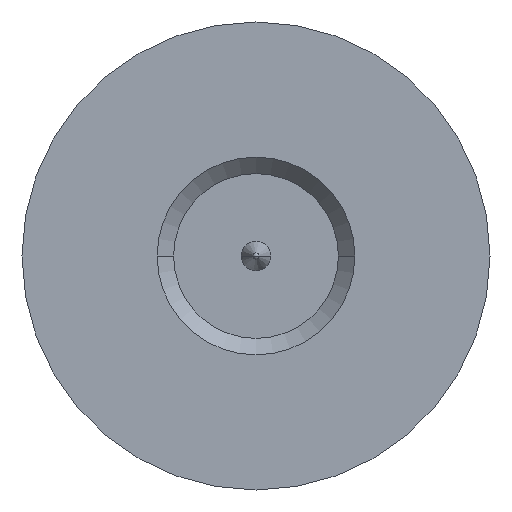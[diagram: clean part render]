
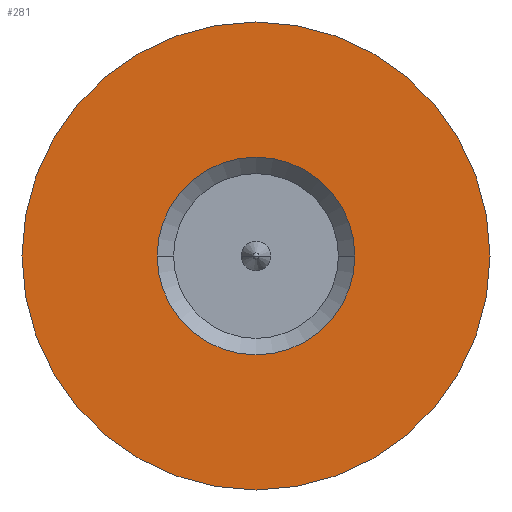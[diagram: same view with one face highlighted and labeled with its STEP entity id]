
A CAD part, front view. The second image highlights one B-rep face of the part: STEP entity #281.
In plain terms, the highlighted planar face has unit normal (0, -1, 0).
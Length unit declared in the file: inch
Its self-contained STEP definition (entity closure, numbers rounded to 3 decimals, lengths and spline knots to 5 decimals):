
#21 = CARTESIAN_POINT ( 'NONE',  ( -0.11811, 0., 0. ) ) ;
#110 = VERTEX_POINT ( 'NONE', #21 ) ;
#181 = VERTEX_POINT ( 'NONE', #276 ) ;
#219 = AXIS2_PLACEMENT_3D ( 'NONE', #392, #1413, #1153 ) ;
#225 = EDGE_CURVE ( 'NONE', #752, #181, #326, .T. ) ;
#243 = AXIS2_PLACEMENT_3D ( 'NONE', #1246, #1129, #1110 ) ;
#276 = CARTESIAN_POINT ( 'NONE',  ( -0.27953, 0., 0. ) ) ;
#281 = ADVANCED_FACE ( 'NONE', ( #1347, #1139 ), #986, .T. ) ;
#313 = EDGE_LOOP ( 'NONE', ( #1145, #1085 ) ) ;
#317 = ORIENTED_EDGE ( 'NONE', *, *, #729, .F. ) ;
#326 = CIRCLE ( 'NONE', #219, 0.27953 ) ;
#392 = CARTESIAN_POINT ( 'NONE',  ( 0., 0., 0. ) ) ;
#441 = ORIENTED_EDGE ( 'NONE', *, *, #225, .F. ) ;
#569 = CIRCLE ( 'NONE', #1474, 0.11811 ) ;
#576 = CARTESIAN_POINT ( 'NONE',  ( 0.11811, 0., 0. ) ) ;
#670 = DIRECTION ( 'NONE',  ( -1., 0., 0. ) ) ;
#671 = AXIS2_PLACEMENT_3D ( 'NONE', #879, #870, #1353 ) ;
#725 = CIRCLE ( 'NONE', #747, 0.11811 ) ;
#729 = EDGE_CURVE ( 'NONE', #181, #752, #968, .T. ) ;
#747 = AXIS2_PLACEMENT_3D ( 'NONE', #1478, #1207, #887 ) ;
#752 = VERTEX_POINT ( 'NONE', #1214 ) ;
#854 = EDGE_CURVE ( 'NONE', #110, #1392, #569, .T. ) ;
#870 = DIRECTION ( 'NONE',  ( 0., -1., 0. ) ) ;
#879 = CARTESIAN_POINT ( 'NONE',  ( -0.27953, 0., 0. ) ) ;
#887 = DIRECTION ( 'NONE',  ( -1., 0., 0. ) ) ;
#968 = CIRCLE ( 'NONE', #243, 0.27953 ) ;
#986 = PLANE ( 'NONE',  #671 ) ;
#1043 = DIRECTION ( 'NONE',  ( 0., 1., 0. ) ) ;
#1085 = ORIENTED_EDGE ( 'NONE', *, *, #854, .T. ) ;
#1096 = EDGE_CURVE ( 'NONE', #1392, #110, #725, .T. ) ;
#1110 = DIRECTION ( 'NONE',  ( -1., 0., 0. ) ) ;
#1129 = DIRECTION ( 'NONE',  ( 0., 1., 0. ) ) ;
#1139 = FACE_OUTER_BOUND ( 'NONE', #1290, .T. ) ;
#1145 = ORIENTED_EDGE ( 'NONE', *, *, #1096, .T. ) ;
#1153 = DIRECTION ( 'NONE',  ( -1., 0., 0. ) ) ;
#1207 = DIRECTION ( 'NONE',  ( 0., 1., 0. ) ) ;
#1214 = CARTESIAN_POINT ( 'NONE',  ( 0.27953, 0., 0. ) ) ;
#1246 = CARTESIAN_POINT ( 'NONE',  ( 0., 0., 0. ) ) ;
#1276 = CARTESIAN_POINT ( 'NONE',  ( 0., 0., 0. ) ) ;
#1290 = EDGE_LOOP ( 'NONE', ( #441, #317 ) ) ;
#1347 = FACE_BOUND ( 'NONE', #313, .T. ) ;
#1353 = DIRECTION ( 'NONE',  ( 1., 0., 0. ) ) ;
#1392 = VERTEX_POINT ( 'NONE', #576 ) ;
#1413 = DIRECTION ( 'NONE',  ( 0., 1., 0. ) ) ;
#1474 = AXIS2_PLACEMENT_3D ( 'NONE', #1276, #1043, #670 ) ;
#1478 = CARTESIAN_POINT ( 'NONE',  ( 0., 0., 0. ) ) ;
